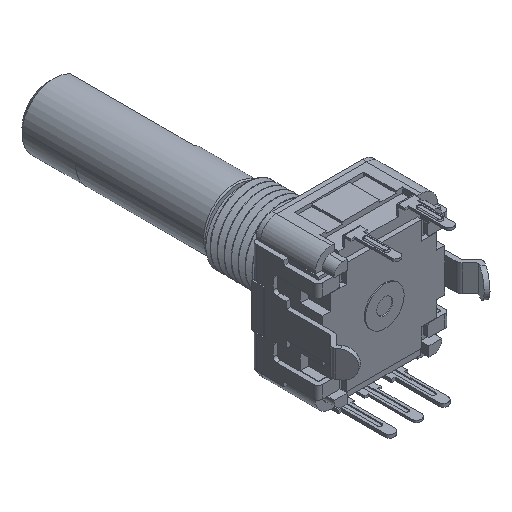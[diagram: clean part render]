
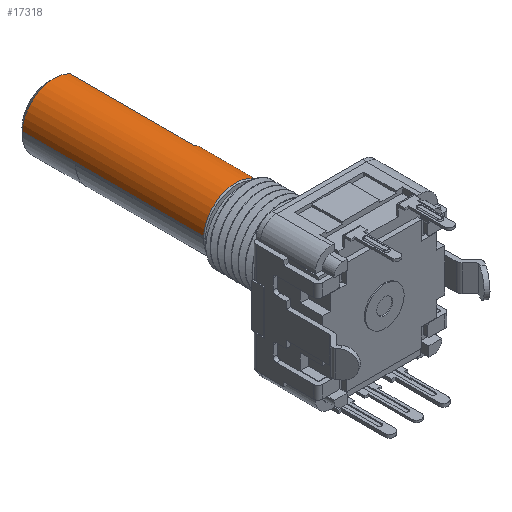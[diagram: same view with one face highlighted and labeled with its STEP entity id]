
A CAD part, isometric view. The second image highlights one B-rep face of the part: STEP entity #17318.
In plain terms, the highlighted cylindrical face has radius 3 mm (diameter 6 mm), a partial arc.
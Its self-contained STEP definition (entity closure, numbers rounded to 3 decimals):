
#394 = AXIS2_PLACEMENT_3D ( 'NONE', #12400, #560, #14396 ) ;
#560 = DIRECTION ( 'NONE',  ( 0., -1., 0. ) ) ;
#602 = ORIENTED_EDGE ( 'NONE', *, *, #6306, .T. ) ;
#724 = CARTESIAN_POINT ( 'NONE',  ( -32.455, 26.264, 11.149 ) ) ;
#727 = CARTESIAN_POINT ( 'NONE',  ( -29.461, 11.764, 10.961 ) ) ;
#1340 = DIRECTION ( 'NONE',  ( 0., 0., -1. ) ) ;
#1587 = CARTESIAN_POINT ( 'NONE',  ( -30.955, 14.764, 13.747 ) ) ;
#2557 = DIRECTION ( 'NONE',  ( 0., 1., 0. ) ) ;
#2729 = DIRECTION ( 'NONE',  ( 0., 0., -1. ) ) ;
#2776 = CARTESIAN_POINT ( 'NONE',  ( -35.449, 15.314, 11.338 ) ) ;
#3100 = LINE ( 'NONE', #2776, #13015 ) ;
#3820 = EDGE_CURVE ( 'NONE', #13764, #24739, #15912, .T. ) ;
#3878 = CARTESIAN_POINT ( 'NONE',  ( -29.455, 9.364, 11.149 ) ) ;
#4826 = AXIS2_PLACEMENT_3D ( 'NONE', #724, #14567, #2729 ) ;
#5228 = CARTESIAN_POINT ( 'NONE',  ( -35.449, 9.364, 11.338 ) ) ;
#5743 = LINE ( 'NONE', #24213, #20267 ) ;
#6038 = CIRCLE ( 'NONE', #21410, 3. ) ;
#6306 = EDGE_CURVE ( 'NONE', #16578, #24739, #3100, .T. ) ;
#6375 = LINE ( 'NONE', #21860, #16317 ) ;
#6422 = CARTESIAN_POINT ( 'NONE',  ( -35.449, 26.264, 11.338 ) ) ;
#6910 = ORIENTED_EDGE ( 'NONE', *, *, #14773, .F. ) ;
#7887 = EDGE_LOOP ( 'NONE', ( #15774, #602, #19262, #18436, #12862, #25470, #7901, #6910, #20348 ) ) ;
#7901 = ORIENTED_EDGE ( 'NONE', *, *, #22128, .F. ) ;
#8143 = CARTESIAN_POINT ( 'NONE',  ( -30.955, 26.264, 13.747 ) ) ;
#8458 = EDGE_CURVE ( 'NONE', #13764, #20156, #5743, .T. ) ;
#8499 = EDGE_CURVE ( 'NONE', #22355, #10666, #9759, .T. ) ;
#9301 = VECTOR ( 'NONE', #23925, 1000. ) ;
#9346 = CARTESIAN_POINT ( 'NONE',  ( -29.461, 14.764, 10.961 ) ) ;
#9577 = EDGE_CURVE ( 'NONE', #20156, #20703, #24788, .T. ) ;
#9759 = CIRCLE ( 'NONE', #4826, 3. ) ;
#10355 = DIRECTION ( 'NONE',  ( 0., 1., 0. ) ) ;
#10575 = DIRECTION ( 'NONE',  ( 0., 1., 0. ) ) ;
#10629 = DIRECTION ( 'NONE',  ( 0., -1., 0. ) ) ;
#10666 = VERTEX_POINT ( 'NONE', #11135 ) ;
#11135 = CARTESIAN_POINT ( 'NONE',  ( -30.955, 26.264, 13.747 ) ) ;
#12400 = CARTESIAN_POINT ( 'NONE',  ( -32.455, 9.364, 11.149 ) ) ;
#12862 = ORIENTED_EDGE ( 'NONE', *, *, #9577, .T. ) ;
#13015 = VECTOR ( 'NONE', #10629, 1000. ) ;
#13116 = CYLINDRICAL_SURFACE ( 'NONE', #19456, 3. ) ;
#13210 = DIRECTION ( 'NONE',  ( 0., 1., 0. ) ) ;
#13764 = VERTEX_POINT ( 'NONE', #3878 ) ;
#14396 = DIRECTION ( 'NONE',  ( 1., 0., 0. ) ) ;
#14567 = DIRECTION ( 'NONE',  ( 0., 1., 0. ) ) ;
#14773 = EDGE_CURVE ( 'NONE', #10666, #18417, #20407, .T. ) ;
#15774 = ORIENTED_EDGE ( 'NONE', *, *, #16779, .F. ) ;
#15827 = EDGE_CURVE ( 'NONE', #18957, #20703, #6375, .T. ) ;
#15912 = CIRCLE ( 'NONE', #394, 3. ) ;
#16317 = VECTOR ( 'NONE', #23836, 1000. ) ;
#16578 = VERTEX_POINT ( 'NONE', #6422 ) ;
#16779 = EDGE_CURVE ( 'NONE', #16578, #22355, #6038, .T. ) ;
#17318 = ADVANCED_FACE ( 'NONE', ( #20189 ), #13116, .T. ) ;
#18417 = VERTEX_POINT ( 'NONE', #1587 ) ;
#18436 = ORIENTED_EDGE ( 'NONE', *, *, #8458, .T. ) ;
#18768 = CARTESIAN_POINT ( 'NONE',  ( -32.455, 15.314, 11.149 ) ) ;
#18830 = CARTESIAN_POINT ( 'NONE',  ( -29.455, 11.764, 11.149 ) ) ;
#18855 = DIRECTION ( 'NONE',  ( 0.998, 0., -0.063 ) ) ;
#18957 = VERTEX_POINT ( 'NONE', #9346 ) ;
#19262 = ORIENTED_EDGE ( 'NONE', *, *, #3820, .F. ) ;
#19456 = AXIS2_PLACEMENT_3D ( 'NONE', #18768, #20657, #18855 ) ;
#20156 = VERTEX_POINT ( 'NONE', #18830 ) ;
#20189 = FACE_OUTER_BOUND ( 'NONE', #7887, .T. ) ;
#20267 = VECTOR ( 'NONE', #2557, 1000. ) ;
#20348 = ORIENTED_EDGE ( 'NONE', *, *, #8499, .F. ) ;
#20407 = LINE ( 'NONE', #8143, #9301 ) ;
#20433 = CIRCLE ( 'NONE', #25437, 3. ) ;
#20657 = DIRECTION ( 'NONE',  ( 0., -1., 0. ) ) ;
#20703 = VERTEX_POINT ( 'NONE', #727 ) ;
#21410 = AXIS2_PLACEMENT_3D ( 'NONE', #24977, #13210, #1340 ) ;
#21860 = CARTESIAN_POINT ( 'NONE',  ( -29.461, 15.314, 10.961 ) ) ;
#22128 = EDGE_CURVE ( 'NONE', #18417, #18957, #20433, .T. ) ;
#22163 = CARTESIAN_POINT ( 'NONE',  ( -32.455, 14.764, 11.149 ) ) ;
#22355 = VERTEX_POINT ( 'NONE', #24805 ) ;
#22387 = CARTESIAN_POINT ( 'NONE',  ( -32.455, 11.764, 11.149 ) ) ;
#23836 = DIRECTION ( 'NONE',  ( 0., -1., 0. ) ) ;
#23925 = DIRECTION ( 'NONE',  ( 0., -1., 0. ) ) ;
#24140 = DIRECTION ( 'NONE',  ( 0.5, 0., 0.866 ) ) ;
#24213 = CARTESIAN_POINT ( 'NONE',  ( -29.455, 9.364, 11.149 ) ) ;
#24379 = DIRECTION ( 'NONE',  ( 1., 0., 0. ) ) ;
#24739 = VERTEX_POINT ( 'NONE', #5228 ) ;
#24788 = CIRCLE ( 'NONE', #25020, 3. ) ;
#24805 = CARTESIAN_POINT ( 'NONE',  ( -32.455, 26.264, 14.149 ) ) ;
#24977 = CARTESIAN_POINT ( 'NONE',  ( -32.455, 26.264, 11.149 ) ) ;
#25020 = AXIS2_PLACEMENT_3D ( 'NONE', #22387, #10575, #24379 ) ;
#25437 = AXIS2_PLACEMENT_3D ( 'NONE', #22163, #10355, #24140 ) ;
#25470 = ORIENTED_EDGE ( 'NONE', *, *, #15827, .F. ) ;
